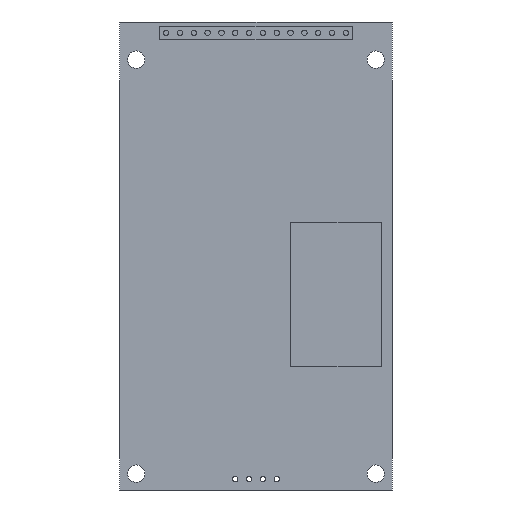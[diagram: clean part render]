
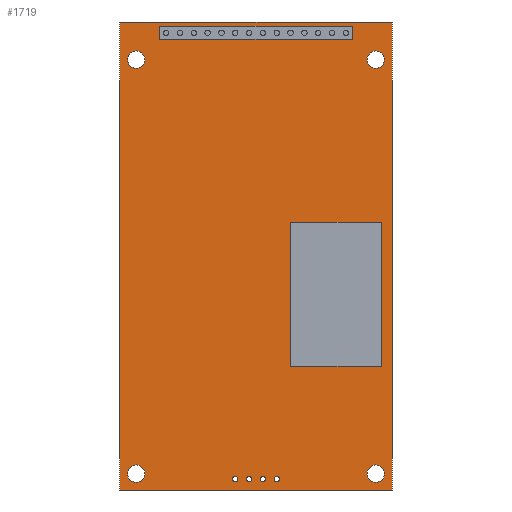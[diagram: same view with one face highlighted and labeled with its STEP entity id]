
A CAD part, front view. The second image highlights one B-rep face of the part: STEP entity #1719.
In plain terms, the highlighted planar face has unit normal (0, -1, 0).
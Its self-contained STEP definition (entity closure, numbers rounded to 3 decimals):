
#72=FACE_BOUND('',#348,.T.);
#73=FACE_BOUND('',#349,.T.);
#74=FACE_BOUND('',#350,.T.);
#75=FACE_BOUND('',#351,.T.);
#76=FACE_BOUND('',#352,.T.);
#77=FACE_BOUND('',#353,.T.);
#78=FACE_BOUND('',#354,.T.);
#79=FACE_BOUND('',#355,.T.);
#80=FACE_BOUND('',#356,.T.);
#81=FACE_BOUND('',#357,.T.);
#82=FACE_BOUND('',#358,.T.);
#83=FACE_BOUND('',#359,.T.);
#84=FACE_BOUND('',#360,.T.);
#85=FACE_BOUND('',#361,.T.);
#86=FACE_BOUND('',#362,.T.);
#87=FACE_BOUND('',#363,.T.);
#88=FACE_BOUND('',#364,.T.);
#89=FACE_BOUND('',#365,.T.);
#90=FACE_BOUND('',#366,.T.);
#91=FACE_BOUND('',#367,.T.);
#92=FACE_BOUND('',#368,.T.);
#93=FACE_BOUND('',#369,.T.);
#129=PLANE('',#1906);
#213=FACE_OUTER_BOUND('',#347,.T.);
#347=EDGE_LOOP('',(#1328,#1329,#1330,#1331));
#348=EDGE_LOOP('',(#1332));
#349=EDGE_LOOP('',(#1333));
#350=EDGE_LOOP('',(#1334));
#351=EDGE_LOOP('',(#1335));
#352=EDGE_LOOP('',(#1336));
#353=EDGE_LOOP('',(#1337));
#354=EDGE_LOOP('',(#1338));
#355=EDGE_LOOP('',(#1339));
#356=EDGE_LOOP('',(#1340));
#357=EDGE_LOOP('',(#1341));
#358=EDGE_LOOP('',(#1342));
#359=EDGE_LOOP('',(#1343));
#360=EDGE_LOOP('',(#1344));
#361=EDGE_LOOP('',(#1345));
#362=EDGE_LOOP('',(#1346));
#363=EDGE_LOOP('',(#1347));
#364=EDGE_LOOP('',(#1348));
#365=EDGE_LOOP('',(#1349));
#366=EDGE_LOOP('',(#1350));
#367=EDGE_LOOP('',(#1351));
#368=EDGE_LOOP('',(#1352));
#369=EDGE_LOOP('',(#1353));
#506=LINE('',#2731,#628);
#510=LINE('',#2739,#632);
#513=LINE('',#2745,#635);
#516=LINE('',#2750,#638);
#628=VECTOR('',#2205,10.);
#632=VECTOR('',#2211,10.);
#635=VECTOR('',#2216,10.);
#638=VECTOR('',#2221,10.);
#729=CIRCLE('',#1837,1.6);
#731=CIRCLE('',#1840,1.6);
#733=CIRCLE('',#1843,1.6);
#735=CIRCLE('',#1846,1.6);
#737=CIRCLE('',#1849,0.5);
#739=CIRCLE('',#1852,0.5);
#741=CIRCLE('',#1855,0.5);
#743=CIRCLE('',#1858,0.5);
#745=CIRCLE('',#1861,0.5);
#747=CIRCLE('',#1864,0.5);
#749=CIRCLE('',#1867,0.5);
#751=CIRCLE('',#1870,0.5);
#753=CIRCLE('',#1873,0.5);
#755=CIRCLE('',#1876,0.5);
#757=CIRCLE('',#1879,0.5);
#759=CIRCLE('',#1882,0.5);
#761=CIRCLE('',#1885,0.5);
#763=CIRCLE('',#1888,0.5);
#765=CIRCLE('',#1891,0.5);
#767=CIRCLE('',#1894,0.5);
#769=CIRCLE('',#1897,0.5);
#771=CIRCLE('',#1900,0.5);
#829=VERTEX_POINT('',#2599);
#831=VERTEX_POINT('',#2605);
#833=VERTEX_POINT('',#2611);
#835=VERTEX_POINT('',#2617);
#837=VERTEX_POINT('',#2623);
#839=VERTEX_POINT('',#2629);
#841=VERTEX_POINT('',#2635);
#843=VERTEX_POINT('',#2641);
#845=VERTEX_POINT('',#2647);
#847=VERTEX_POINT('',#2653);
#849=VERTEX_POINT('',#2659);
#851=VERTEX_POINT('',#2665);
#853=VERTEX_POINT('',#2671);
#855=VERTEX_POINT('',#2677);
#857=VERTEX_POINT('',#2683);
#859=VERTEX_POINT('',#2689);
#861=VERTEX_POINT('',#2695);
#863=VERTEX_POINT('',#2701);
#865=VERTEX_POINT('',#2707);
#867=VERTEX_POINT('',#2713);
#869=VERTEX_POINT('',#2719);
#871=VERTEX_POINT('',#2725);
#872=VERTEX_POINT('',#2729);
#873=VERTEX_POINT('',#2730);
#876=VERTEX_POINT('',#2738);
#878=VERTEX_POINT('',#2744);
#978=EDGE_CURVE('',#829,#829,#729,.T.);
#981=EDGE_CURVE('',#831,#831,#731,.T.);
#984=EDGE_CURVE('',#833,#833,#733,.T.);
#987=EDGE_CURVE('',#835,#835,#735,.T.);
#990=EDGE_CURVE('',#837,#837,#737,.T.);
#993=EDGE_CURVE('',#839,#839,#739,.T.);
#996=EDGE_CURVE('',#841,#841,#741,.T.);
#999=EDGE_CURVE('',#843,#843,#743,.T.);
#1002=EDGE_CURVE('',#845,#845,#745,.T.);
#1005=EDGE_CURVE('',#847,#847,#747,.T.);
#1008=EDGE_CURVE('',#849,#849,#749,.T.);
#1011=EDGE_CURVE('',#851,#851,#751,.T.);
#1014=EDGE_CURVE('',#853,#853,#753,.T.);
#1017=EDGE_CURVE('',#855,#855,#755,.T.);
#1020=EDGE_CURVE('',#857,#857,#757,.T.);
#1023=EDGE_CURVE('',#859,#859,#759,.T.);
#1026=EDGE_CURVE('',#861,#861,#761,.T.);
#1029=EDGE_CURVE('',#863,#863,#763,.T.);
#1032=EDGE_CURVE('',#865,#865,#765,.T.);
#1035=EDGE_CURVE('',#867,#867,#767,.T.);
#1038=EDGE_CURVE('',#869,#869,#769,.T.);
#1041=EDGE_CURVE('',#871,#871,#771,.T.);
#1042=EDGE_CURVE('',#872,#873,#506,.T.);
#1046=EDGE_CURVE('',#876,#872,#510,.T.);
#1049=EDGE_CURVE('',#878,#876,#513,.T.);
#1052=EDGE_CURVE('',#873,#878,#516,.T.);
#1328=ORIENTED_EDGE('',*,*,#1052,.F.);
#1329=ORIENTED_EDGE('',*,*,#1042,.F.);
#1330=ORIENTED_EDGE('',*,*,#1046,.F.);
#1331=ORIENTED_EDGE('',*,*,#1049,.F.);
#1332=ORIENTED_EDGE('',*,*,#1041,.F.);
#1333=ORIENTED_EDGE('',*,*,#1038,.F.);
#1334=ORIENTED_EDGE('',*,*,#1035,.F.);
#1335=ORIENTED_EDGE('',*,*,#1032,.F.);
#1336=ORIENTED_EDGE('',*,*,#1029,.F.);
#1337=ORIENTED_EDGE('',*,*,#1026,.F.);
#1338=ORIENTED_EDGE('',*,*,#1023,.F.);
#1339=ORIENTED_EDGE('',*,*,#1020,.F.);
#1340=ORIENTED_EDGE('',*,*,#1017,.F.);
#1341=ORIENTED_EDGE('',*,*,#1014,.F.);
#1342=ORIENTED_EDGE('',*,*,#1011,.F.);
#1343=ORIENTED_EDGE('',*,*,#1008,.F.);
#1344=ORIENTED_EDGE('',*,*,#1005,.F.);
#1345=ORIENTED_EDGE('',*,*,#1002,.F.);
#1346=ORIENTED_EDGE('',*,*,#999,.F.);
#1347=ORIENTED_EDGE('',*,*,#996,.F.);
#1348=ORIENTED_EDGE('',*,*,#993,.F.);
#1349=ORIENTED_EDGE('',*,*,#990,.F.);
#1350=ORIENTED_EDGE('',*,*,#987,.F.);
#1351=ORIENTED_EDGE('',*,*,#984,.F.);
#1352=ORIENTED_EDGE('',*,*,#981,.F.);
#1353=ORIENTED_EDGE('',*,*,#978,.F.);
#1719=ADVANCED_FACE('',(#213,#72,#73,#74,#75,#76,#77,#78,#79,#80,#81,#82,
#83,#84,#85,#86,#87,#88,#89,#90,#91,#92,#93),#129,.F.);
#1837=AXIS2_PLACEMENT_3D('',#2601,#2054,#2055);
#1840=AXIS2_PLACEMENT_3D('',#2607,#2061,#2062);
#1843=AXIS2_PLACEMENT_3D('',#2613,#2068,#2069);
#1846=AXIS2_PLACEMENT_3D('',#2619,#2075,#2076);
#1849=AXIS2_PLACEMENT_3D('',#2625,#2082,#2083);
#1852=AXIS2_PLACEMENT_3D('',#2631,#2089,#2090);
#1855=AXIS2_PLACEMENT_3D('',#2637,#2096,#2097);
#1858=AXIS2_PLACEMENT_3D('',#2643,#2103,#2104);
#1861=AXIS2_PLACEMENT_3D('',#2649,#2110,#2111);
#1864=AXIS2_PLACEMENT_3D('',#2655,#2117,#2118);
#1867=AXIS2_PLACEMENT_3D('',#2661,#2124,#2125);
#1870=AXIS2_PLACEMENT_3D('',#2667,#2131,#2132);
#1873=AXIS2_PLACEMENT_3D('',#2673,#2138,#2139);
#1876=AXIS2_PLACEMENT_3D('',#2679,#2145,#2146);
#1879=AXIS2_PLACEMENT_3D('',#2685,#2152,#2153);
#1882=AXIS2_PLACEMENT_3D('',#2691,#2159,#2160);
#1885=AXIS2_PLACEMENT_3D('',#2697,#2166,#2167);
#1888=AXIS2_PLACEMENT_3D('',#2703,#2173,#2174);
#1891=AXIS2_PLACEMENT_3D('',#2709,#2180,#2181);
#1894=AXIS2_PLACEMENT_3D('',#2715,#2187,#2188);
#1897=AXIS2_PLACEMENT_3D('',#2721,#2194,#2195);
#1900=AXIS2_PLACEMENT_3D('',#2727,#2201,#2202);
#1906=AXIS2_PLACEMENT_3D('',#2753,#2225,#2226);
#2054=DIRECTION('center_axis',(0.,-1.,0.));
#2055=DIRECTION('ref_axis',(1.,0.,0.));
#2061=DIRECTION('center_axis',(0.,-1.,0.));
#2062=DIRECTION('ref_axis',(1.,0.,0.));
#2068=DIRECTION('center_axis',(0.,-1.,0.));
#2069=DIRECTION('ref_axis',(1.,0.,0.));
#2075=DIRECTION('center_axis',(0.,-1.,0.));
#2076=DIRECTION('ref_axis',(1.,0.,0.));
#2082=DIRECTION('center_axis',(0.,-1.,0.));
#2083=DIRECTION('ref_axis',(1.,0.,0.));
#2089=DIRECTION('center_axis',(0.,-1.,0.));
#2090=DIRECTION('ref_axis',(1.,0.,0.));
#2096=DIRECTION('center_axis',(0.,-1.,0.));
#2097=DIRECTION('ref_axis',(1.,0.,0.));
#2103=DIRECTION('center_axis',(0.,-1.,0.));
#2104=DIRECTION('ref_axis',(1.,0.,0.));
#2110=DIRECTION('center_axis',(0.,-1.,0.));
#2111=DIRECTION('ref_axis',(1.,0.,0.));
#2117=DIRECTION('center_axis',(0.,-1.,0.));
#2118=DIRECTION('ref_axis',(1.,0.,0.));
#2124=DIRECTION('center_axis',(0.,-1.,0.));
#2125=DIRECTION('ref_axis',(1.,0.,0.));
#2131=DIRECTION('center_axis',(0.,-1.,0.));
#2132=DIRECTION('ref_axis',(1.,0.,0.));
#2138=DIRECTION('center_axis',(0.,-1.,0.));
#2139=DIRECTION('ref_axis',(1.,0.,0.));
#2145=DIRECTION('center_axis',(0.,-1.,0.));
#2146=DIRECTION('ref_axis',(1.,0.,0.));
#2152=DIRECTION('center_axis',(0.,-1.,0.));
#2153=DIRECTION('ref_axis',(1.,0.,0.));
#2159=DIRECTION('center_axis',(0.,-1.,0.));
#2160=DIRECTION('ref_axis',(1.,0.,0.));
#2166=DIRECTION('center_axis',(0.,-1.,0.));
#2167=DIRECTION('ref_axis',(1.,0.,0.));
#2173=DIRECTION('center_axis',(0.,-1.,0.));
#2174=DIRECTION('ref_axis',(1.,0.,0.));
#2180=DIRECTION('center_axis',(0.,-1.,0.));
#2181=DIRECTION('ref_axis',(1.,0.,0.));
#2187=DIRECTION('center_axis',(0.,-1.,0.));
#2188=DIRECTION('ref_axis',(1.,0.,0.));
#2194=DIRECTION('center_axis',(0.,-1.,0.));
#2195=DIRECTION('ref_axis',(1.,0.,0.));
#2201=DIRECTION('center_axis',(0.,-1.,0.));
#2202=DIRECTION('ref_axis',(1.,0.,0.));
#2205=DIRECTION('',(-1.,0.,0.));
#2211=DIRECTION('',(0.,0.,-1.));
#2216=DIRECTION('',(1.,0.,0.));
#2221=DIRECTION('',(0.,0.,1.));
#2225=DIRECTION('center_axis',(0.,1.,0.));
#2226=DIRECTION('ref_axis',(1.,0.,0.));
#2599=CARTESIAN_POINT('',(1.4,0.,-83.));
#2601=CARTESIAN_POINT('Origin',(3.,0.,-83.));
#2605=CARTESIAN_POINT('',(45.4,0.,-83.));
#2607=CARTESIAN_POINT('Origin',(47.,0.,-83.));
#2611=CARTESIAN_POINT('',(45.4,0.,-6.92));
#2613=CARTESIAN_POINT('Origin',(47.,0.,-6.92));
#2617=CARTESIAN_POINT('',(1.4,0.,-6.92));
#2619=CARTESIAN_POINT('Origin',(3.,0.,-6.92));
#2623=CARTESIAN_POINT('',(7.99,0.,-2.));
#2625=CARTESIAN_POINT('Origin',(8.49,0.,-2.));
#2629=CARTESIAN_POINT('',(10.53,0.,-2.));
#2631=CARTESIAN_POINT('Origin',(11.03,0.,-2.));
#2635=CARTESIAN_POINT('',(13.07,0.,-2.));
#2637=CARTESIAN_POINT('Origin',(13.57,0.,-2.));
#2641=CARTESIAN_POINT('',(15.61,0.,-2.));
#2643=CARTESIAN_POINT('Origin',(16.11,0.,-2.));
#2647=CARTESIAN_POINT('',(18.15,0.,-2.));
#2649=CARTESIAN_POINT('Origin',(18.65,0.,-2.));
#2653=CARTESIAN_POINT('',(20.69,0.,-2.));
#2655=CARTESIAN_POINT('Origin',(21.19,0.,-2.));
#2659=CARTESIAN_POINT('',(38.47,0.,-2.));
#2661=CARTESIAN_POINT('Origin',(38.97,0.,-2.));
#2665=CARTESIAN_POINT('',(35.93,0.,-2.));
#2667=CARTESIAN_POINT('Origin',(36.43,0.,-2.));
#2671=CARTESIAN_POINT('',(33.39,0.,-2.));
#2673=CARTESIAN_POINT('Origin',(33.89,0.,-2.));
#2677=CARTESIAN_POINT('',(30.85,0.,-2.));
#2679=CARTESIAN_POINT('Origin',(31.35,0.,-2.));
#2683=CARTESIAN_POINT('',(28.31,0.,-2.));
#2685=CARTESIAN_POINT('Origin',(28.81,0.,-2.));
#2689=CARTESIAN_POINT('',(25.77,0.,-2.));
#2691=CARTESIAN_POINT('Origin',(26.27,0.,-2.));
#2695=CARTESIAN_POINT('',(20.69,0.,-84.));
#2697=CARTESIAN_POINT('Origin',(21.19,0.,-84.));
#2701=CARTESIAN_POINT('',(23.23,0.,-2.));
#2703=CARTESIAN_POINT('Origin',(23.73,0.,-2.));
#2707=CARTESIAN_POINT('',(25.77,0.,-84.));
#2709=CARTESIAN_POINT('Origin',(26.27,0.,-84.));
#2713=CARTESIAN_POINT('',(23.23,0.,-84.));
#2715=CARTESIAN_POINT('Origin',(23.73,0.,-84.));
#2719=CARTESIAN_POINT('',(41.01,0.,-2.));
#2721=CARTESIAN_POINT('Origin',(41.51,0.,-2.));
#2725=CARTESIAN_POINT('',(28.31,0.,-84.));
#2727=CARTESIAN_POINT('Origin',(28.81,0.,-84.));
#2729=CARTESIAN_POINT('',(50.,0.,-86.));
#2730=CARTESIAN_POINT('',(0.,0.,-86.));
#2731=CARTESIAN_POINT('',(50.,0.,-86.));
#2738=CARTESIAN_POINT('',(50.,0.,0.));
#2739=CARTESIAN_POINT('',(50.,0.,0.));
#2744=CARTESIAN_POINT('',(0.,0.,0.));
#2745=CARTESIAN_POINT('',(0.,0.,0.));
#2750=CARTESIAN_POINT('',(0.,0.,-86.));
#2753=CARTESIAN_POINT('Origin',(25.,0.,-43.));
